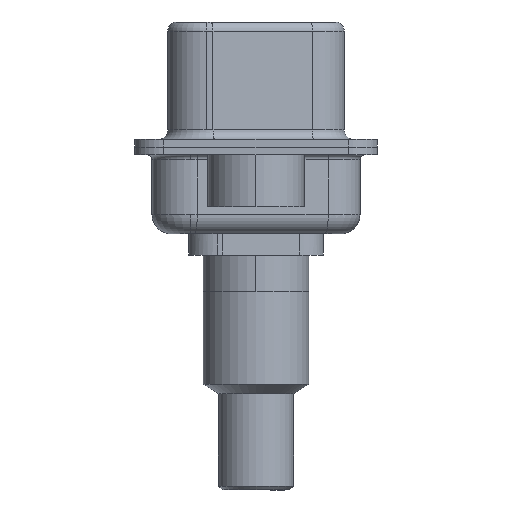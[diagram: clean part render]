
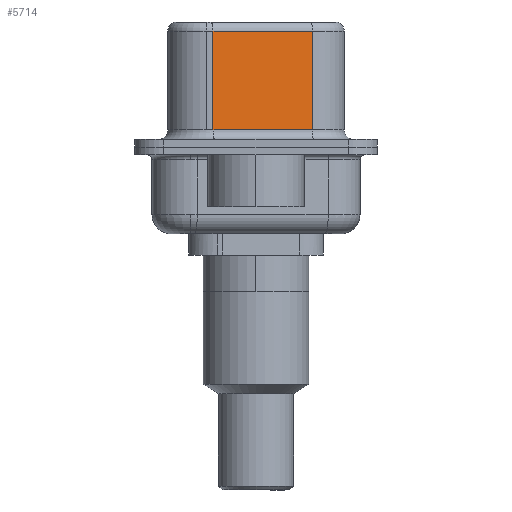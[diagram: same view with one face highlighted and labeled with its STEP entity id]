
A CAD part, left-side view. The second image highlights one B-rep face of the part: STEP entity #5714.
In plain terms, the highlighted planar face has unit normal (-0.985, -0.174, 0).
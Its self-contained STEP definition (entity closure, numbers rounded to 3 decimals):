
#253 = EDGE_CURVE ( 'NONE', #2795, #2191, #19705, .T. ) ;
#1223 = VECTOR ( 'NONE', #6089, 1000. ) ;
#1350 = LINE ( 'NONE', #5753, #8779 ) ;
#1691 = PLANE ( 'NONE',  #12842 ) ;
#2191 = VERTEX_POINT ( 'NONE', #4635 ) ;
#2574 = LINE ( 'NONE', #4507, #12733 ) ;
#2612 = ORIENTED_EDGE ( 'NONE', *, *, #12499, .T. ) ;
#2795 = VERTEX_POINT ( 'NONE', #7750 ) ;
#2827 = ORIENTED_EDGE ( 'NONE', *, *, #253, .T. ) ;
#3597 = CARTESIAN_POINT ( 'NONE',  ( 4.585, -2.927, 6.52 ) ) ;
#4058 = CARTESIAN_POINT ( 'NONE',  ( 4.585, -2.927, 6.02 ) ) ;
#4196 = VERTEX_POINT ( 'NONE', #10630 ) ;
#4507 = CARTESIAN_POINT ( 'NONE',  ( 4.585, -2.927, 6.52 ) ) ;
#4635 = CARTESIAN_POINT ( 'NONE',  ( 3.675, 2.233, 6.02 ) ) ;
#4987 = DIRECTION ( 'NONE',  ( 0., 0., -1. ) ) ;
#5153 = DIRECTION ( 'NONE',  ( -0.174, 0.985, 0. ) ) ;
#5714 = ADVANCED_FACE ( 'NONE', ( #8952 ), #1691, .F. ) ;
#5753 = CARTESIAN_POINT ( 'NONE',  ( 4.585, -2.927, 0.9 ) ) ;
#6089 = DIRECTION ( 'NONE',  ( -0.174, 0.985, 0. ) ) ;
#6856 = CARTESIAN_POINT ( 'NONE',  ( 3.675, 2.233, 6.52 ) ) ;
#7750 = CARTESIAN_POINT ( 'NONE',  ( 4.585, -2.927, 6.02 ) ) ;
#7917 = EDGE_LOOP ( 'NONE', ( #13759, #2827, #18208, #2612 ) ) ;
#8779 = VECTOR ( 'NONE', #18018, 1000. ) ;
#8952 = FACE_OUTER_BOUND ( 'NONE', #7917, .T. ) ;
#9058 = EDGE_CURVE ( 'NONE', #2795, #4196, #2574, .T. ) ;
#10630 = CARTESIAN_POINT ( 'NONE',  ( 4.585, -2.927, 0.9 ) ) ;
#12499 = EDGE_CURVE ( 'NONE', #19013, #4196, #1350, .T. ) ;
#12733 = VECTOR ( 'NONE', #18553, 1000. ) ;
#12842 = AXIS2_PLACEMENT_3D ( 'NONE', #3597, #15941, #5153 ) ;
#13739 = VECTOR ( 'NONE', #4987, 1000. ) ;
#13759 = ORIENTED_EDGE ( 'NONE', *, *, #9058, .F. ) ;
#13932 = CARTESIAN_POINT ( 'NONE',  ( 3.675, 2.233, 0.9 ) ) ;
#15941 = DIRECTION ( 'NONE',  ( 0.985, 0.174, 0. ) ) ;
#17914 = LINE ( 'NONE', #6856, #13739 ) ;
#18018 = DIRECTION ( 'NONE',  ( 0.174, -0.985, 0. ) ) ;
#18208 = ORIENTED_EDGE ( 'NONE', *, *, #22797, .T. ) ;
#18553 = DIRECTION ( 'NONE',  ( 0., 0., -1. ) ) ;
#19013 = VERTEX_POINT ( 'NONE', #13932 ) ;
#19705 = LINE ( 'NONE', #4058, #1223 ) ;
#22797 = EDGE_CURVE ( 'NONE', #2191, #19013, #17914, .T. ) ;
